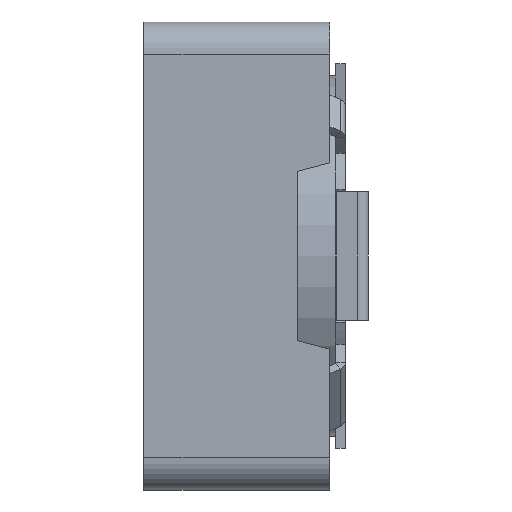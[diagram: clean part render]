
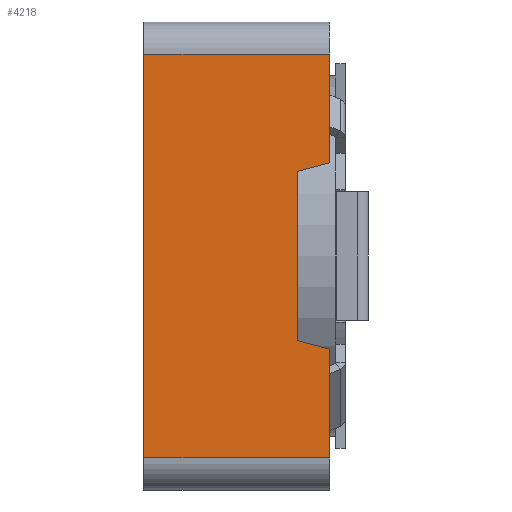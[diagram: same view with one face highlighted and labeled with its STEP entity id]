
A CAD part, left-side view. The second image highlights one B-rep face of the part: STEP entity #4218.
In plain terms, the highlighted planar face has unit normal (-1, 0, 0).
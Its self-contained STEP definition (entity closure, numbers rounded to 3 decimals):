
#237 = LINE ( 'NONE', #3494, #289 ) ;
#289 = VECTOR ( 'NONE', #1941, 1000. ) ;
#437 = EDGE_LOOP ( 'NONE', ( #3573, #3917, #3743, #4780, #729, #1641, #1956, #5090 ) ) ;
#729 = ORIENTED_EDGE ( 'NONE', *, *, #1667, .F. ) ;
#782 = DIRECTION ( 'NONE',  ( 1., 0., 0. ) ) ;
#833 = LINE ( 'NONE', #1368, #5104 ) ;
#858 = VECTOR ( 'NONE', #986, 1000. ) ;
#929 = CARTESIAN_POINT ( 'NONE',  ( -3.65, 3.5, -3.15 ) ) ;
#986 = DIRECTION ( 'NONE',  ( 0., -1., 0. ) ) ;
#1014 = VECTOR ( 'NONE', #4937, 1000. ) ;
#1138 = VECTOR ( 'NONE', #3090, 1000. ) ;
#1340 = CARTESIAN_POINT ( 'NONE',  ( -3.65, 17.324, 3.15 ) ) ;
#1368 = CARTESIAN_POINT ( 'NONE',  ( -3.65, 1.1, 1.32 ) ) ;
#1370 = VECTOR ( 'NONE', #4809, 1000. ) ;
#1384 = CARTESIAN_POINT ( 'NONE',  ( -3.65, 0.6, 3.65 ) ) ;
#1569 = DIRECTION ( 'NONE',  ( 0., 0., -1. ) ) ;
#1641 = ORIENTED_EDGE ( 'NONE', *, *, #4713, .T. ) ;
#1667 = EDGE_CURVE ( 'NONE', #3670, #4056, #833, .T. ) ;
#1891 = EDGE_CURVE ( 'NONE', #2756, #2458, #237, .T. ) ;
#1915 = LINE ( 'NONE', #4845, #2689 ) ;
#1918 = CARTESIAN_POINT ( 'NONE',  ( -3.65, 3.5, 3.15 ) ) ;
#1941 = DIRECTION ( 'NONE',  ( 0., 0., 1. ) ) ;
#1956 = ORIENTED_EDGE ( 'NONE', *, *, #4350, .T. ) ;
#2009 = CARTESIAN_POINT ( 'NONE',  ( -3.65, 0.6, 3.15 ) ) ;
#2051 = VERTEX_POINT ( 'NONE', #2771 ) ;
#2093 = CARTESIAN_POINT ( 'NONE',  ( -3.65, 0.6, -3.15 ) ) ;
#2233 = LINE ( 'NONE', #3654, #1370 ) ;
#2234 = EDGE_CURVE ( 'NONE', #5034, #4056, #2233, .T. ) ;
#2345 = LINE ( 'NONE', #1384, #1014 ) ;
#2378 = LINE ( 'NONE', #1340, #3556 ) ;
#2458 = VERTEX_POINT ( 'NONE', #1918 ) ;
#2538 = DIRECTION ( 'NONE',  ( 0., 0., -1. ) ) ;
#2675 = CARTESIAN_POINT ( 'NONE',  ( -3.65, 1.1, 1.32 ) ) ;
#2689 = VECTOR ( 'NONE', #4474, 1000. ) ;
#2742 = VERTEX_POINT ( 'NONE', #2093 ) ;
#2756 = VERTEX_POINT ( 'NONE', #929 ) ;
#2771 = CARTESIAN_POINT ( 'NONE',  ( -3.65, 0.6, 1.454 ) ) ;
#2851 = DIRECTION ( 'NONE',  ( 0., 1., 0. ) ) ;
#3090 = DIRECTION ( 'NONE',  ( 0., -0.966, 0.259 ) ) ;
#3107 = CARTESIAN_POINT ( 'NONE',  ( -3.65, 17.324, 3.65 ) ) ;
#3339 = EDGE_CURVE ( 'NONE', #3712, #2458, #2378, .T. ) ;
#3494 = CARTESIAN_POINT ( 'NONE',  ( -3.65, 3.5, 3.65 ) ) ;
#3543 = FACE_OUTER_BOUND ( 'NONE', #437, .T. ) ;
#3556 = VECTOR ( 'NONE', #2851, 1000. ) ;
#3573 = ORIENTED_EDGE ( 'NONE', *, *, #1891, .F. ) ;
#3654 = CARTESIAN_POINT ( 'NONE',  ( -3.65, 1.1, -1.32 ) ) ;
#3670 = VERTEX_POINT ( 'NONE', #2675 ) ;
#3697 = AXIS2_PLACEMENT_3D ( 'NONE', #3107, #782, #1569 ) ;
#3712 = VERTEX_POINT ( 'NONE', #2009 ) ;
#3743 = ORIENTED_EDGE ( 'NONE', *, *, #4995, .T. ) ;
#3770 = CARTESIAN_POINT ( 'NONE',  ( -3.65, 17.324, -3.15 ) ) ;
#3909 = CARTESIAN_POINT ( 'NONE',  ( -3.65, 1.1, 1.32 ) ) ;
#3917 = ORIENTED_EDGE ( 'NONE', *, *, #4008, .T. ) ;
#4008 = EDGE_CURVE ( 'NONE', #2756, #2742, #4732, .T. ) ;
#4056 = VERTEX_POINT ( 'NONE', #5053 ) ;
#4218 = ADVANCED_FACE ( 'NONE', ( #3543 ), #4324, .F. ) ;
#4324 = PLANE ( 'NONE',  #3697 ) ;
#4342 = LINE ( 'NONE', #3909, #1138 ) ;
#4350 = EDGE_CURVE ( 'NONE', #2051, #3712, #1915, .T. ) ;
#4474 = DIRECTION ( 'NONE',  ( 0., 0., 1. ) ) ;
#4545 = CARTESIAN_POINT ( 'NONE',  ( -3.65, 0.6, -1.454 ) ) ;
#4713 = EDGE_CURVE ( 'NONE', #3670, #2051, #4342, .T. ) ;
#4732 = LINE ( 'NONE', #3770, #858 ) ;
#4780 = ORIENTED_EDGE ( 'NONE', *, *, #2234, .T. ) ;
#4809 = DIRECTION ( 'NONE',  ( 0., 0.966, 0.259 ) ) ;
#4845 = CARTESIAN_POINT ( 'NONE',  ( -3.65, 0.6, 3.65 ) ) ;
#4937 = DIRECTION ( 'NONE',  ( 0., 0., 1. ) ) ;
#4995 = EDGE_CURVE ( 'NONE', #2742, #5034, #2345, .T. ) ;
#5034 = VERTEX_POINT ( 'NONE', #4545 ) ;
#5053 = CARTESIAN_POINT ( 'NONE',  ( -3.65, 1.1, -1.32 ) ) ;
#5090 = ORIENTED_EDGE ( 'NONE', *, *, #3339, .T. ) ;
#5104 = VECTOR ( 'NONE', #2538, 1000. ) ;
